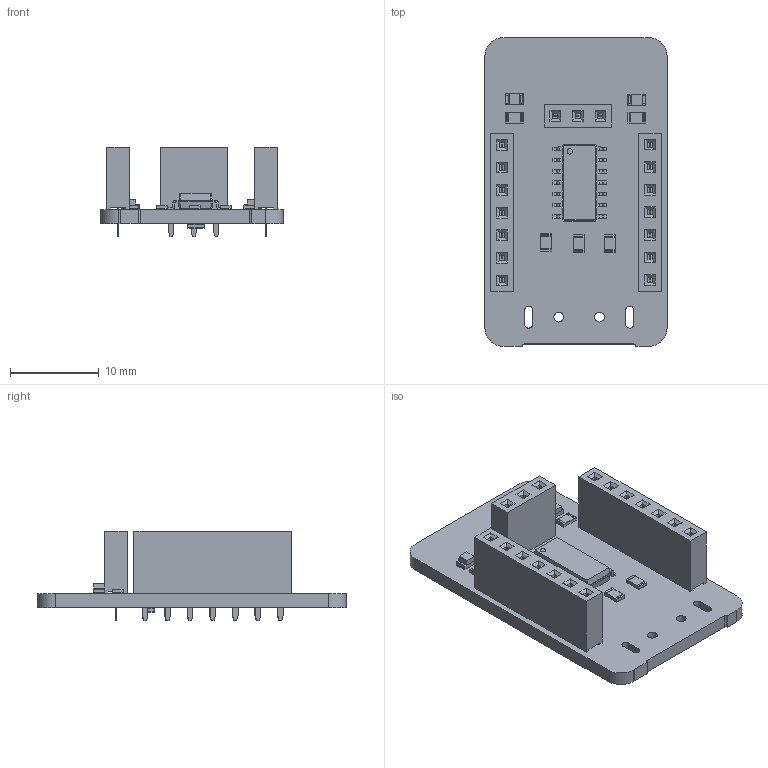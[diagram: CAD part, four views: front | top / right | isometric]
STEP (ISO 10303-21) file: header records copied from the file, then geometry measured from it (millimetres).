
FILE_DESCRIPTION(('KiCad electronic assembly'),'2;1');
FILE_NAME('','2021-07-15T23:22:21',('An Author'),('A Company'), 'Open CASCADE STEP processor 6.9','KiCad to STEP converter','Unknown' );
FILE_SCHEMA(('AUTOMOTIVE_DESIGN { 1 0 10303 214 1 1 1 1 }'));
Length unit declared in the file: millimetre
Products named in the file (12): Open CASCADE STEP translator 6.9 1; PinSocket_1x03_P2.54mm_Vertical; SOLID; R_0805_2012Metric; LED_0805_2012Metric; PinSocket_1x07_P2.54mm_Vertical; SOIC-14_3.9x8.7mm_P1.27mm; COMPOUND
Assembly tree (18 placements, depth 3):
  Open CASCADE STEP translator 6.9 1
    PinSocket_1x03_P2.54mm_Vertical
      SOLID
    R_0805_2012Metric  x6
      SOLID
    LED_0805_2012Metric  x2
      SOLID
    PinSocket_1x07_P2.54mm_Vertical  x2
      SOLID
    SOIC-14_3.9x8.7mm_P1.27mm
      SOLID
    COMPOUND
Bounding box: 20.52 x 34.77 x 10.1 mm (x, y, z)
Volume: 1886.8 mm3; surface area: 3159.2 mm2
Topology: 13 solids, 13 shells, 1103 faces, 2881 edges, 1858 vertices
Faces by surface type: plane 915, cylinder 150, bspline 38
Full cylindrical faces by diameter (mm): 0.6 x1, 1 x17, 1.1 x2
Entity records: 49725 total; most frequent: CARTESIAN_POINT 8019, DIRECTION 6844, LINE 4950, VECTOR 4950, ORIENTED_EDGE 3648, PCURVE 3648, DEFINITIONAL_REPRESENTATION 3648, EDGE_CURVE 1824
